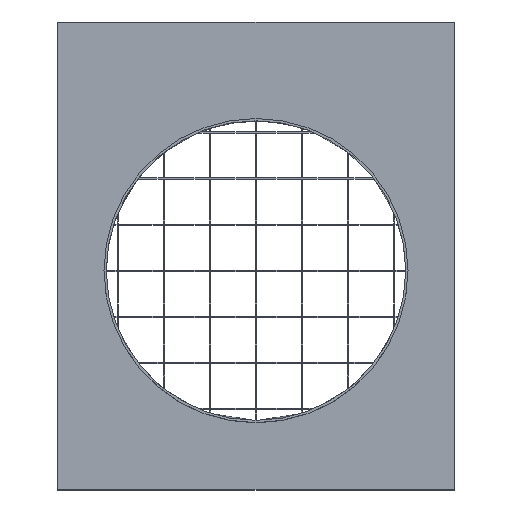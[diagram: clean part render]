
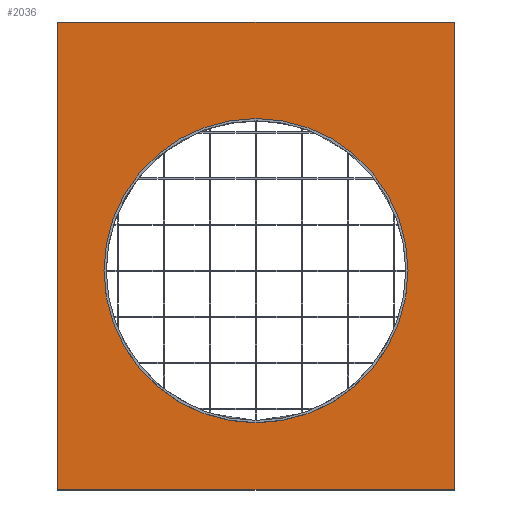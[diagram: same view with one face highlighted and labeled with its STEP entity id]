
A CAD part, top view. The second image highlights one B-rep face of the part: STEP entity #2036.
In plain terms, the highlighted planar face has unit normal (0, 0, 1).
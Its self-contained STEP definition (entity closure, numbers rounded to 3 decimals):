
#123 = CIRCLE ( 'NONE', #1841, 66. ) ;
#445 = CIRCLE ( 'NONE', #4652, 66. ) ;
#464 = CARTESIAN_POINT ( 'NONE',  ( -86., 0., 0. ) ) ;
#550 = CARTESIAN_POINT ( 'NONE',  ( 0., 29., 0. ) ) ;
#638 = CARTESIAN_POINT ( 'NONE',  ( -86., 0., 0. ) ) ;
#756 = EDGE_CURVE ( 'NONE', #2114, #1327, #6847, .T. ) ;
#912 = CARTESIAN_POINT ( 'NONE',  ( 0., 95., 0. ) ) ;
#966 = VECTOR ( 'NONE', #4347, 1000. ) ;
#1156 = ORIENTED_EDGE ( 'NONE', *, *, #1471, .T. ) ;
#1195 = DIRECTION ( 'NONE',  ( 1., 0., 0. ) ) ;
#1327 = VERTEX_POINT ( 'NONE', #5976 ) ;
#1471 = EDGE_CURVE ( 'NONE', #6914, #5811, #2673, .T. ) ;
#1625 = CARTESIAN_POINT ( 'NONE',  ( 0., 95., 0. ) ) ;
#1731 = DIRECTION ( 'NONE',  ( 0., 0., 1. ) ) ;
#1743 = EDGE_LOOP ( 'NONE', ( #3516, #5399, #6476, #1156 ) ) ;
#1841 = AXIS2_PLACEMENT_3D ( 'NONE', #912, #2591, #5988 ) ;
#2036 = ADVANCED_FACE ( 'NONE', ( #4512, #3017 ), #3413, .T. ) ;
#2114 = VERTEX_POINT ( 'NONE', #4135 ) ;
#2529 = VERTEX_POINT ( 'NONE', #550 ) ;
#2591 = DIRECTION ( 'NONE',  ( 0., 0., -1. ) ) ;
#2673 = LINE ( 'NONE', #464, #966 ) ;
#2752 = DIRECTION ( 'NONE',  ( 1., 0., 0. ) ) ;
#2888 = VECTOR ( 'NONE', #2752, 1000. ) ;
#3017 = FACE_BOUND ( 'NONE', #4961, .T. ) ;
#3137 = VERTEX_POINT ( 'NONE', #3364 ) ;
#3309 = DIRECTION ( 'NONE',  ( 0., 0., -1. ) ) ;
#3364 = CARTESIAN_POINT ( 'NONE',  ( 0., 161., 0. ) ) ;
#3413 = PLANE ( 'NONE',  #6652 ) ;
#3474 = DIRECTION ( 'NONE',  ( 0., -1., 0. ) ) ;
#3516 = ORIENTED_EDGE ( 'NONE', *, *, #6024, .T. ) ;
#3546 = EDGE_CURVE ( 'NONE', #3137, #2529, #123, .T. ) ;
#3993 = CARTESIAN_POINT ( 'NONE',  ( 86., 0., 0. ) ) ;
#4135 = CARTESIAN_POINT ( 'NONE',  ( 86., 203., 0. ) ) ;
#4347 = DIRECTION ( 'NONE',  ( 0., -1., 0. ) ) ;
#4467 = LINE ( 'NONE', #7070, #5376 ) ;
#4512 = FACE_OUTER_BOUND ( 'NONE', #1743, .T. ) ;
#4652 = AXIS2_PLACEMENT_3D ( 'NONE', #1625, #3309, #7251 ) ;
#4961 = EDGE_LOOP ( 'NONE', ( #5257, #5087 ) ) ;
#4997 = CARTESIAN_POINT ( 'NONE',  ( -86., 0., 0. ) ) ;
#5087 = ORIENTED_EDGE ( 'NONE', *, *, #6948, .T. ) ;
#5257 = ORIENTED_EDGE ( 'NONE', *, *, #3546, .T. ) ;
#5264 = VECTOR ( 'NONE', #3474, 1000. ) ;
#5376 = VECTOR ( 'NONE', #5855, 1000. ) ;
#5394 = CARTESIAN_POINT ( 'NONE',  ( -86., 0., 0. ) ) ;
#5399 = ORIENTED_EDGE ( 'NONE', *, *, #756, .F. ) ;
#5811 = VERTEX_POINT ( 'NONE', #5394 ) ;
#5855 = DIRECTION ( 'NONE',  ( 1., 0., 0. ) ) ;
#5904 = LINE ( 'NONE', #4997, #2888 ) ;
#5976 = CARTESIAN_POINT ( 'NONE',  ( 86., 0., 0. ) ) ;
#5988 = DIRECTION ( 'NONE',  ( 1., 0., 0. ) ) ;
#6024 = EDGE_CURVE ( 'NONE', #5811, #1327, #5904, .T. ) ;
#6203 = EDGE_CURVE ( 'NONE', #6914, #2114, #4467, .T. ) ;
#6476 = ORIENTED_EDGE ( 'NONE', *, *, #6203, .F. ) ;
#6652 = AXIS2_PLACEMENT_3D ( 'NONE', #638, #1731, #1195 ) ;
#6847 = LINE ( 'NONE', #3993, #5264 ) ;
#6914 = VERTEX_POINT ( 'NONE', #7021 ) ;
#6948 = EDGE_CURVE ( 'NONE', #2529, #3137, #445, .T. ) ;
#7021 = CARTESIAN_POINT ( 'NONE',  ( -86., 203., 0. ) ) ;
#7070 = CARTESIAN_POINT ( 'NONE',  ( -86., 203., 0. ) ) ;
#7251 = DIRECTION ( 'NONE',  ( 1., 0., 0. ) ) ;
